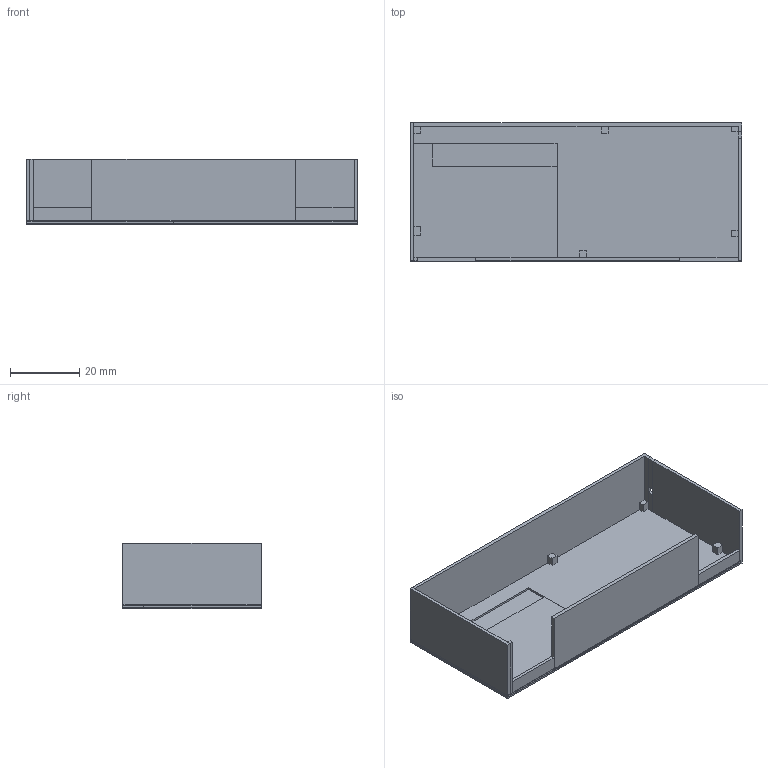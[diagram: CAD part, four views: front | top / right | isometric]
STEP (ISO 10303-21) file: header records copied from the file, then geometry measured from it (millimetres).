
FILE_DESCRIPTION(('Open CASCADE Model'),'2;1');
FILE_NAME('Open CASCADE Shape Model','2015-03-23T12:28:18',('Author'),( 'Open CASCADE'),'Open CASCADE STEP processor 6.2','Open CASCADE 6.2' ,'Unknown');
FILE_SCHEMA(('AUTOMOTIVE_DESIGN { 1 0 10303 214 1 1 1 1 }'));
Length unit declared in the file: millimetre
Products named in the file (31): PCB; Board; Free-Models; 533081568; Extruded; 533078496; 605246016; 605244224; 533075552; 533084128; 533088608; 533077472; 533078624; 533076192; 533087584; 533091168; 533096288; 533092320
Assembly tree (34 placements, depth 4):
  PCB
    Board
    Free-Models
      533081568
        Extruded
      533078496
        Extruded
      605246016
        Extruded
      605244224
        Extruded
      533075552
        Extruded
      533084128  x4
        Extruded
      533088608
        Extruded
      533077472
        Extruded
      533078624  x2
        Extruded
      533076192
        Extruded
      533087584
        Extruded
      533091168
        Extruded
      533096288
        Extruded
      533092320
        Extruded
Bounding box: 96 x 40 x 19 mm (x, y, z)
Volume: 8487.6 mm3; surface area: 24907.7 mm2
Topology: 19 solids, 19 shells, 120 faces, 246 edges, 164 vertices
Faces by surface type: plane 120
Entity records: 5762 total; most frequent: CARTESIAN_POINT 857, DIRECTION 856, LINE 594, VECTOR 594, ORIENTED_EDGE 396, PCURVE 396, DEFINITIONAL_REPRESENTATION 396, EDGE_CURVE 198
